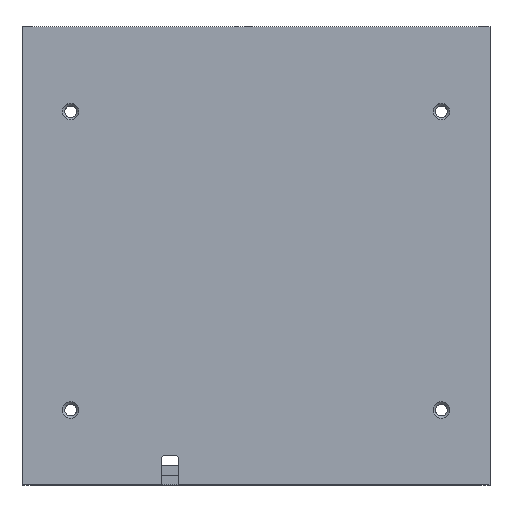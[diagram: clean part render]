
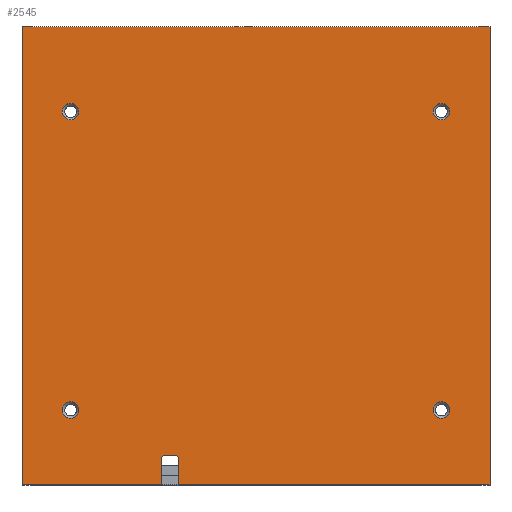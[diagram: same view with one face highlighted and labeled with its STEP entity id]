
A CAD part, top view. The second image highlights one B-rep face of the part: STEP entity #2545.
In plain terms, the highlighted planar face has unit normal (0, 0, 1).
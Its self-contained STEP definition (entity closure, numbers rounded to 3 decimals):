
#27=CIRCLE('',#2707,1.);
#28=CIRCLE('',#2708,1.);
#29=CIRCLE('',#2709,2.5);
#30=CIRCLE('',#2710,2.5);
#31=CIRCLE('',#2711,2.5);
#32=CIRCLE('',#2712,2.5);
#77=FACE_BOUND('',#322,.T.);
#78=FACE_BOUND('',#323,.T.);
#79=FACE_BOUND('',#324,.T.);
#80=FACE_BOUND('',#325,.T.);
#177=FACE_OUTER_BOUND('',#321,.T.);
#321=EDGE_LOOP('',(#2093,#2094,#2095,#2096,#2097,#2098,#2099,#2100,#2101,
#2102));
#322=EDGE_LOOP('',(#2103));
#323=EDGE_LOOP('',(#2104));
#324=EDGE_LOOP('',(#2105));
#325=EDGE_LOOP('',(#2106));
#627=LINE('',#3958,#951);
#628=LINE('',#3960,#952);
#629=LINE('',#3962,#953);
#630=LINE('',#3964,#954);
#631=LINE('',#3966,#955);
#632=LINE('',#3968,#956);
#633=LINE('',#3970,#957);
#634=LINE('',#3974,#958);
#951=VECTOR('',#3214,10.);
#952=VECTOR('',#3215,10.);
#953=VECTOR('',#3216,10.);
#954=VECTOR('',#3217,10.);
#955=VECTOR('',#3218,10.);
#956=VECTOR('',#3219,10.);
#957=VECTOR('',#3220,10.);
#958=VECTOR('',#3223,10.);
#1199=VERTEX_POINT('',#3956);
#1200=VERTEX_POINT('',#3957);
#1201=VERTEX_POINT('',#3959);
#1202=VERTEX_POINT('',#3961);
#1203=VERTEX_POINT('',#3963);
#1204=VERTEX_POINT('',#3965);
#1205=VERTEX_POINT('',#3967);
#1206=VERTEX_POINT('',#3969);
#1207=VERTEX_POINT('',#3971);
#1208=VERTEX_POINT('',#3973);
#1209=VERTEX_POINT('',#3976);
#1210=VERTEX_POINT('',#3978);
#1211=VERTEX_POINT('',#3980);
#1212=VERTEX_POINT('',#3982);
#1511=EDGE_CURVE('',#1199,#1200,#627,.T.);
#1512=EDGE_CURVE('',#1200,#1201,#628,.T.);
#1513=EDGE_CURVE('',#1201,#1202,#629,.F.);
#1514=EDGE_CURVE('',#1202,#1203,#630,.F.);
#1515=EDGE_CURVE('',#1203,#1204,#631,.F.);
#1516=EDGE_CURVE('',#1204,#1205,#632,.T.);
#1517=EDGE_CURVE('',#1205,#1206,#633,.T.);
#1518=EDGE_CURVE('',#1206,#1207,#27,.T.);
#1519=EDGE_CURVE('',#1207,#1208,#634,.T.);
#1520=EDGE_CURVE('',#1208,#1199,#28,.T.);
#1521=EDGE_CURVE('',#1209,#1209,#29,.T.);
#1522=EDGE_CURVE('',#1210,#1210,#30,.T.);
#1523=EDGE_CURVE('',#1211,#1211,#31,.T.);
#1524=EDGE_CURVE('',#1212,#1212,#32,.T.);
#2093=ORIENTED_EDGE('',*,*,#1511,.T.);
#2094=ORIENTED_EDGE('',*,*,#1512,.T.);
#2095=ORIENTED_EDGE('',*,*,#1513,.T.);
#2096=ORIENTED_EDGE('',*,*,#1514,.T.);
#2097=ORIENTED_EDGE('',*,*,#1515,.T.);
#2098=ORIENTED_EDGE('',*,*,#1516,.T.);
#2099=ORIENTED_EDGE('',*,*,#1517,.T.);
#2100=ORIENTED_EDGE('',*,*,#1518,.T.);
#2101=ORIENTED_EDGE('',*,*,#1519,.T.);
#2102=ORIENTED_EDGE('',*,*,#1520,.T.);
#2103=ORIENTED_EDGE('',*,*,#1521,.T.);
#2104=ORIENTED_EDGE('',*,*,#1522,.T.);
#2105=ORIENTED_EDGE('',*,*,#1523,.T.);
#2106=ORIENTED_EDGE('',*,*,#1524,.T.);
#2423=PLANE('',#2706);
#2545=ADVANCED_FACE('',(#177,#77,#78,#79,#80),#2423,.T.);
#2706=AXIS2_PLACEMENT_3D('',#3955,#3212,#3213);
#2707=AXIS2_PLACEMENT_3D('',#3972,#3221,#3222);
#2708=AXIS2_PLACEMENT_3D('',#3975,#3224,#3225);
#2709=AXIS2_PLACEMENT_3D('',#3977,#3226,#3227);
#2710=AXIS2_PLACEMENT_3D('',#3979,#3228,#3229);
#2711=AXIS2_PLACEMENT_3D('',#3981,#3230,#3231);
#2712=AXIS2_PLACEMENT_3D('',#3983,#3232,#3233);
#3212=DIRECTION('center_axis',(0.,0.,1.));
#3213=DIRECTION('ref_axis',(1.,0.,0.));
#3214=DIRECTION('',(0.,-1.,0.));
#3215=DIRECTION('',(1.,0.,0.));
#3216=DIRECTION('',(0.,-1.,0.));
#3217=DIRECTION('',(1.,0.,0.));
#3218=DIRECTION('',(0.,1.,0.));
#3219=DIRECTION('',(1.,0.,0.));
#3220=DIRECTION('',(0.,1.,0.));
#3221=DIRECTION('center_axis',(0.,0.,-1.));
#3222=DIRECTION('ref_axis',(0.,1.,0.));
#3223=DIRECTION('',(1.,0.,0.));
#3224=DIRECTION('center_axis',(0.,0.,-1.));
#3225=DIRECTION('ref_axis',(1.,0.,0.));
#3226=DIRECTION('center_axis',(0.,0.,-1.));
#3227=DIRECTION('ref_axis',(1.,0.,0.));
#3228=DIRECTION('center_axis',(0.,0.,-1.));
#3229=DIRECTION('ref_axis',(1.,0.,0.));
#3230=DIRECTION('center_axis',(0.,0.,-1.));
#3231=DIRECTION('ref_axis',(1.,0.,0.));
#3232=DIRECTION('center_axis',(0.,0.,-1.));
#3233=DIRECTION('ref_axis',(1.,0.,0.));
#3955=CARTESIAN_POINT('Origin',(0.,70.75,44.1));
#3956=CARTESIAN_POINT('',(-23.584,10.75,44.1));
#3957=CARTESIAN_POINT('',(-23.584,2.75,44.1));
#3958=CARTESIAN_POINT('',(-23.584,40.75,44.1));
#3959=CARTESIAN_POINT('',(71.,2.75,44.1));
#3960=CARTESIAN_POINT('',(-68.,2.75,44.1));
#3961=CARTESIAN_POINT('',(71.,141.75,44.1));
#3962=CARTESIAN_POINT('',(71.,36.75,44.1));
#3963=CARTESIAN_POINT('',(-71.,141.75,44.1));
#3964=CARTESIAN_POINT('',(34.,141.75,44.1));
#3965=CARTESIAN_POINT('',(-71.,2.75,44.1));
#3966=CARTESIAN_POINT('',(-71.,104.75,44.1));
#3967=CARTESIAN_POINT('',(-28.584,2.75,44.1));
#3968=CARTESIAN_POINT('',(-68.,2.75,44.1));
#3969=CARTESIAN_POINT('',(-28.584,10.75,44.1));
#3970=CARTESIAN_POINT('',(-28.584,38.75,44.1));
#3971=CARTESIAN_POINT('',(-27.584,11.75,44.1));
#3972=CARTESIAN_POINT('Origin',(-27.584,10.75,44.1));
#3973=CARTESIAN_POINT('',(-24.584,11.75,44.1));
#3974=CARTESIAN_POINT('',(-13.792,11.75,44.1));
#3975=CARTESIAN_POINT('Origin',(-24.584,10.75,44.1));
#3976=CARTESIAN_POINT('',(-58.75,25.5,44.1));
#3977=CARTESIAN_POINT('Origin',(-56.25,25.5,44.1));
#3978=CARTESIAN_POINT('',(53.75,25.5,44.1));
#3979=CARTESIAN_POINT('Origin',(56.25,25.5,44.1));
#3980=CARTESIAN_POINT('',(-58.75,116.,44.1));
#3981=CARTESIAN_POINT('Origin',(-56.25,116.,44.1));
#3982=CARTESIAN_POINT('',(53.75,116.,44.1));
#3983=CARTESIAN_POINT('Origin',(56.25,116.,44.1));
